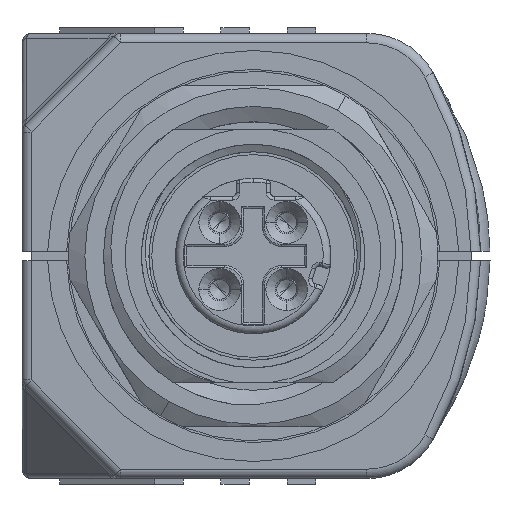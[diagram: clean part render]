
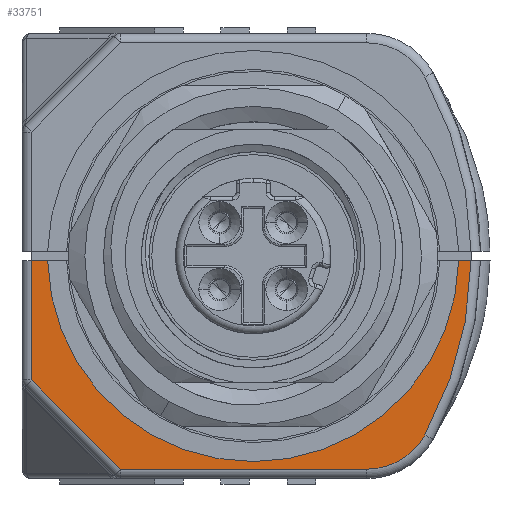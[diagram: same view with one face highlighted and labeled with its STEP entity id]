
A CAD part, left-side view. The second image highlights one B-rep face of the part: STEP entity #33751.
In plain terms, the highlighted planar face has unit normal (-1, 0, 0).
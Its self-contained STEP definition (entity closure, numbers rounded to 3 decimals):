
#1643 = CARTESIAN_POINT ( 'NONE',  ( 16., -10.847, -0.25 ) ) ;
#1898 = EDGE_CURVE ( 'NONE', #18428, #17125, #17115, .T. ) ;
#2639 = VECTOR ( 'NONE', #17185, 1000. ) ;
#2739 = VECTOR ( 'NONE', #19429, 1000. ) ;
#4343 = CARTESIAN_POINT ( 'NONE',  ( 16., 11.7, -6.543 ) ) ;
#4625 = EDGE_CURVE ( 'NONE', #41825, #46137, #32056, .T. ) ;
#5117 = CARTESIAN_POINT ( 'NONE',  ( 16., -5.998, -11.25 ) ) ;
#5333 = DIRECTION ( 'NONE',  ( 0., -1., 0. ) ) ;
#5374 = DIRECTION ( 'NONE',  ( -1., 0., 0. ) ) ;
#6510 = DIRECTION ( 'NONE',  ( -1., 0., 0. ) ) ;
#6531 = LINE ( 'NONE', #16263, #2739 ) ;
#7174 = CARTESIAN_POINT ( 'NONE',  ( 16., 10.847, -0.25 ) ) ;
#9315 = EDGE_CURVE ( 'NONE', #34686, #17125, #45205, .T. ) ;
#10153 = CARTESIAN_POINT ( 'NONE',  ( 16., 8., 0. ) ) ;
#10167 = AXIS2_PLACEMENT_3D ( 'NONE', #10153, #38346, #14210 ) ;
#10422 = DIRECTION ( 'NONE',  ( 0., 1., 0. ) ) ;
#10609 = CARTESIAN_POINT ( 'NONE',  ( 16., 11.7, -0.25 ) ) ;
#13084 = PLANE ( 'NONE',  #46914 ) ;
#13213 = DIRECTION ( 'NONE',  ( -1., 0., 0. ) ) ;
#13251 = AXIS2_PLACEMENT_3D ( 'NONE', #13376, #13213, #5333 ) ;
#13376 = CARTESIAN_POINT ( 'NONE',  ( 16., 0., 0. ) ) ;
#13403 = EDGE_CURVE ( 'NONE', #34686, #18945, #6531, .T. ) ;
#14210 = DIRECTION ( 'NONE',  ( 0., -1., 0. ) ) ;
#14413 = DIRECTION ( 'NONE',  ( 0., -0.707, -0.707 ) ) ;
#15037 = EDGE_CURVE ( 'NONE', #18945, #41825, #23463, .T. ) ;
#15536 = ORIENTED_EDGE ( 'NONE', *, *, #9315, .F. ) ;
#16192 = ORIENTED_EDGE ( 'NONE', *, *, #1898, .T. ) ;
#16263 = CARTESIAN_POINT ( 'NONE',  ( 16., 0., -0.25 ) ) ;
#16926 = EDGE_LOOP ( 'NONE', ( #31287, #16192, #15536, #46969, #24805, #38018, #41681, #30104 ) ) ;
#17115 = LINE ( 'NONE', #51118, #34703 ) ;
#17125 = VERTEX_POINT ( 'NONE', #1643 ) ;
#17153 = CARTESIAN_POINT ( 'NONE',  ( 16., 0., 0. ) ) ;
#17185 = DIRECTION ( 'NONE',  ( 0., 0., -1. ) ) ;
#17534 = EDGE_CURVE ( 'NONE', #22807, #18428, #41511, .T. ) ;
#18106 = CARTESIAN_POINT ( 'NONE',  ( 16., 6.993, -11.25 ) ) ;
#18428 = VERTEX_POINT ( 'NONE', #37231 ) ;
#18945 = VERTEX_POINT ( 'NONE', #10609 ) ;
#19429 = DIRECTION ( 'NONE',  ( 0., 1., 0. ) ) ;
#21831 = CARTESIAN_POINT ( 'NONE',  ( 16., 6.993, -11.25 ) ) ;
#22807 = VERTEX_POINT ( 'NONE', #23950 ) ;
#23463 = LINE ( 'NONE', #37268, #2639 ) ;
#23950 = CARTESIAN_POINT ( 'NONE',  ( 16., -9.06, -9.445 ) ) ;
#24805 = ORIENTED_EDGE ( 'NONE', *, *, #15037, .T. ) ;
#30104 = ORIENTED_EDGE ( 'NONE', *, *, #32261, .T. ) ;
#30734 = VERTEX_POINT ( 'NONE', #5117 ) ;
#31287 = ORIENTED_EDGE ( 'NONE', *, *, #17534, .T. ) ;
#31479 = AXIS2_PLACEMENT_3D ( 'NONE', #50690, #6510, #47195 ) ;
#32056 = LINE ( 'NONE', #18106, #33902 ) ;
#32261 = EDGE_CURVE ( 'NONE', #30734, #22807, #38265, .T. ) ;
#33751 = ADVANCED_FACE ( 'NONE', ( #49361 ), #13084, .T. ) ;
#33902 = VECTOR ( 'NONE', #14413, 1000. ) ;
#34686 = VERTEX_POINT ( 'NONE', #7174 ) ;
#34703 = VECTOR ( 'NONE', #10422, 1000. ) ;
#36997 = CARTESIAN_POINT ( 'NONE',  ( 16., -5.998, -11.25 ) ) ;
#37231 = CARTESIAN_POINT ( 'NONE',  ( 16., -11.498, -0.25 ) ) ;
#37268 = CARTESIAN_POINT ( 'NONE',  ( 16., 11.7, -6.543 ) ) ;
#37314 = EDGE_CURVE ( 'NONE', #46137, #30734, #41033, .T. ) ;
#38018 = ORIENTED_EDGE ( 'NONE', *, *, #4625, .T. ) ;
#38265 = CIRCLE ( 'NONE', #31479, 3.5 ) ;
#38346 = DIRECTION ( 'NONE',  ( -1., 0., 0. ) ) ;
#41033 = LINE ( 'NONE', #36997, #47221 ) ;
#41511 = CIRCLE ( 'NONE', #10167, 19.5 ) ;
#41681 = ORIENTED_EDGE ( 'NONE', *, *, #37314, .T. ) ;
#41682 = DIRECTION ( 'NONE',  ( 0., -1., 0. ) ) ;
#41825 = VERTEX_POINT ( 'NONE', #4343 ) ;
#45205 = CIRCLE ( 'NONE', #13251, 10.85 ) ;
#46137 = VERTEX_POINT ( 'NONE', #21831 ) ;
#46914 = AXIS2_PLACEMENT_3D ( 'NONE', #17153, #5374, #49052 ) ;
#46969 = ORIENTED_EDGE ( 'NONE', *, *, #13403, .T. ) ;
#47195 = DIRECTION ( 'NONE',  ( 0., -1., 0. ) ) ;
#47221 = VECTOR ( 'NONE', #41682, 1000. ) ;
#49052 = DIRECTION ( 'NONE',  ( 0., -1., 0. ) ) ;
#49361 = FACE_OUTER_BOUND ( 'NONE', #16926, .T. ) ;
#50690 = CARTESIAN_POINT ( 'NONE',  ( 16., -5.998, -7.75 ) ) ;
#51118 = CARTESIAN_POINT ( 'NONE',  ( 16., 0., -0.25 ) ) ;
